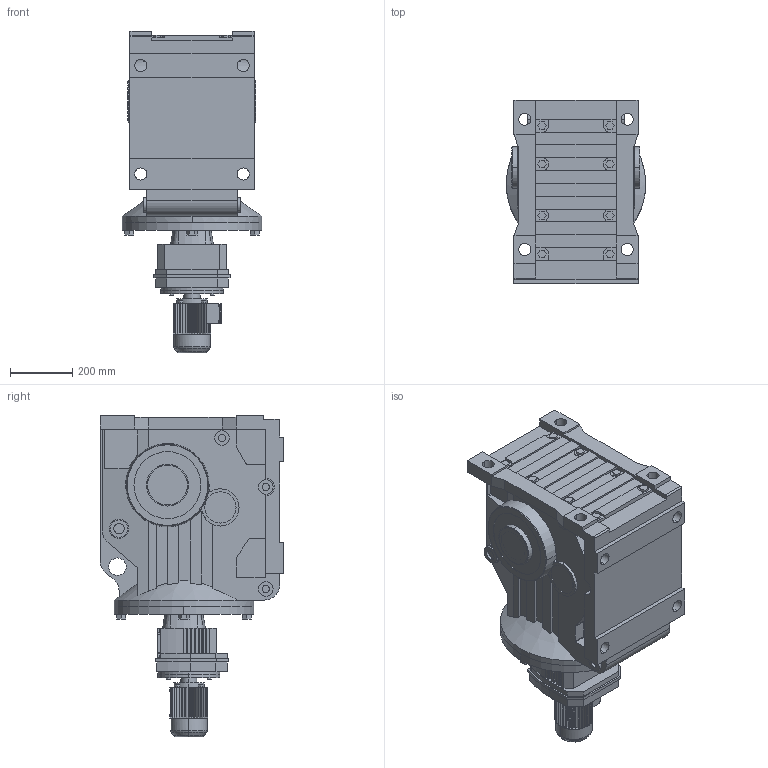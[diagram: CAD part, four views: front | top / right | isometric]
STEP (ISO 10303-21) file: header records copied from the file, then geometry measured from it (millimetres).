
FILE_DESCRIPTION(('Open CASCADE Model'),'2;1');
FILE_NAME('Open CASCADE Shape Model','2019-08-19T16:39:25',('Author'),( 'Open CASCADE'),'Open CASCADE STEP processor 6.3','Open CASCADE 6.3' ,'Unknown');
FILE_SCHEMA(('AUTOMOTIVE_DESIGN_CC2 { 1 2 10303 214 -1 1 5 4 }'));
Length unit declared in the file: millimetre
Products named in the file (5): 1_KCA127BRC77-YS63-A; K37‵157_127.step; 萇儂_200_YS63.step; R_127_77.step; す瑩諾陑粣K_127.step
Assembly tree (4 placements, depth 2):
  1_KCA127BRC77-YS63-A
    K37‵157_127.step
    萇儂_200_YS63.step
    R_127_77.step
    す瑩諾陑粣K_127.step
Bounding box: 450 x 592 x 1036 mm (x, y, z)
Volume: 112672084.1 mm3; surface area: 3244660 mm2
Topology: 4 solids, 4 shells, 1152 faces, 3100 edges, 2025 vertices
Faces by surface type: plane 800, cylinder 320, cone 24, torus 8
Entity records: 88727 total; most frequent: CARTESIAN_POINT 30139, DIRECTION 9958, ORIENTED_EDGE 6200, PCURVE 6200, DEFINITIONAL_REPRESENTATION 6200, LINE 5690, VECTOR 5690, EDGE_CURVE 3100
